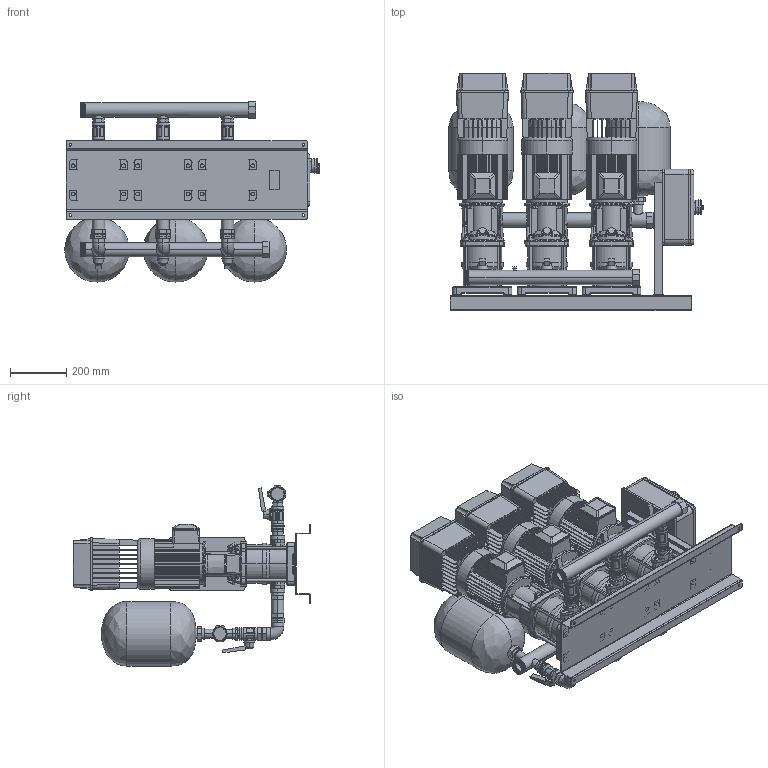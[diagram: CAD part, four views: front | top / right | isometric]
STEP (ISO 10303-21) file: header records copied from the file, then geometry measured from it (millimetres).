
FILE_DESCRIPTION (( 'STEP AP214' ), '1' );
FILE_NAME ('3SBI_5-10_TE_ZB00050650.STEP', '2022-02-04T07:59:59', ( '' ), ( '' ), 'SwSTEP 2.0', 'SolidWorks 2020', '' );
FILE_SCHEMA (( 'AUTOMOTIVE_DESIGN' ));
Length unit declared in the file: mil
Products named in the file (1): 3SBI_5-10_TE_ZB00050650
Bounding box: 907 x 846 x 641.93 mm (x, y, z)
Volume: 87564335.9 mm3; surface area: 6138436.6 mm2
Topology: 71 solids, 72 shells, 4649 faces, 12068 edges, 7630 vertices
Faces by surface type: plane 2127, cylinder 1496, bspline 585, torus 246, cone 142, sphere 53
Entity records: 212212 total; most frequent: CARTESIAN_POINT 102066, ORIENTED_EDGE 23934, DIRECTION 20985, EDGE_CURVE 11967, VERTEX_POINT 7624, AXIS2_PLACEMENT_3D 7338, VECTOR 6309, LINE 6309
